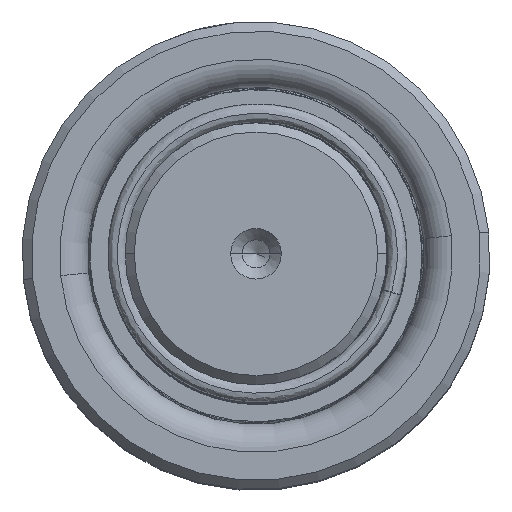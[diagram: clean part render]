
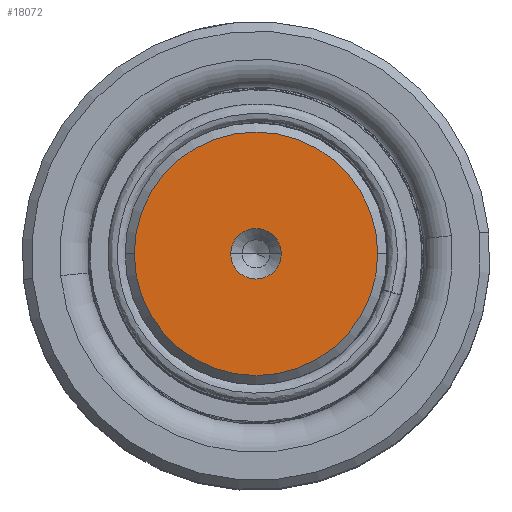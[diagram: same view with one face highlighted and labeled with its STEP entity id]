
A CAD part, top view. The second image highlights one B-rep face of the part: STEP entity #18072.
In plain terms, the highlighted planar face has unit normal (0, 0, 1).
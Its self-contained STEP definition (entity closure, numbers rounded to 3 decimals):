
#1446 = CARTESIAN_POINT ( 'NONE',  ( 0., 0., 180. ) ) ;
#2101 = AXIS2_PLACEMENT_3D ( 'NONE', #34411, #10214, #5523 ) ;
#2875 = CARTESIAN_POINT ( 'NONE',  ( 2.7, 0., 180. ) ) ;
#5523 = DIRECTION ( 'NONE',  ( 1., 0., 0. ) ) ;
#9033 = CARTESIAN_POINT ( 'NONE',  ( -2.7, 0., 180. ) ) ;
#9697 = EDGE_CURVE ( 'NONE', #25516, #16513, #17359, .T. ) ;
#9927 = EDGE_LOOP ( 'NONE', ( #14276, #26066 ) ) ;
#10214 = DIRECTION ( 'NONE',  ( 0., 0., 1. ) ) ;
#11305 = CIRCLE ( 'NONE', #44319, 2.7 ) ;
#12358 = DIRECTION ( 'NONE',  ( 0., 0., 1. ) ) ;
#14276 = ORIENTED_EDGE ( 'NONE', *, *, #15008, .F. ) ;
#15008 = EDGE_CURVE ( 'NONE', #16513, #25516, #11305, .T. ) ;
#15462 = DIRECTION ( 'NONE',  ( 0., 0., 1. ) ) ;
#15830 = CARTESIAN_POINT ( 'NONE',  ( 0., 0., 180. ) ) ;
#16513 = VERTEX_POINT ( 'NONE', #2875 ) ;
#16555 = FACE_BOUND ( 'NONE', #9927, .T. ) ;
#17156 = VERTEX_POINT ( 'NONE', #29444 ) ;
#17172 = AXIS2_PLACEMENT_3D ( 'NONE', #44028, #43674, #31326 ) ;
#17359 = CIRCLE ( 'NONE', #17172, 2.7 ) ;
#17861 = ORIENTED_EDGE ( 'NONE', *, *, #20390, .T. ) ;
#18072 = ADVANCED_FACE ( 'NONE', ( #16555, #34709 ), #40698, .T. ) ;
#20390 = EDGE_CURVE ( 'NONE', #17156, #53518, #32611, .T. ) ;
#20553 = CARTESIAN_POINT ( 'NONE',  ( 0., 0., 180. ) ) ;
#21746 = AXIS2_PLACEMENT_3D ( 'NONE', #15830, #15462, #53036 ) ;
#25516 = VERTEX_POINT ( 'NONE', #9033 ) ;
#26066 = ORIENTED_EDGE ( 'NONE', *, *, #9697, .F. ) ;
#28735 = DIRECTION ( 'NONE',  ( 1., 0., 0. ) ) ;
#29444 = CARTESIAN_POINT ( 'NONE',  ( -13.012, 0., 180. ) ) ;
#31326 = DIRECTION ( 'NONE',  ( 1., 0., 0. ) ) ;
#32611 = CIRCLE ( 'NONE', #37102, 13.012 ) ;
#34411 = CARTESIAN_POINT ( 'NONE',  ( 0., 0., 180. ) ) ;
#34527 = DIRECTION ( 'NONE',  ( 0., 0., 1. ) ) ;
#34709 = FACE_OUTER_BOUND ( 'NONE', #53515, .T. ) ;
#35589 = CARTESIAN_POINT ( 'NONE',  ( 13.012, 0., 180. ) ) ;
#37102 = AXIS2_PLACEMENT_3D ( 'NONE', #1446, #34527, #38354 ) ;
#38354 = DIRECTION ( 'NONE',  ( 1., 0., 0. ) ) ;
#40698 = PLANE ( 'NONE',  #21746 ) ;
#43150 = EDGE_CURVE ( 'NONE', #53518, #17156, #51249, .T. ) ;
#43674 = DIRECTION ( 'NONE',  ( 0., 0., 1. ) ) ;
#44028 = CARTESIAN_POINT ( 'NONE',  ( 0., 0., 180. ) ) ;
#44319 = AXIS2_PLACEMENT_3D ( 'NONE', #20553, #12358, #28735 ) ;
#48178 = ORIENTED_EDGE ( 'NONE', *, *, #43150, .T. ) ;
#51249 = CIRCLE ( 'NONE', #2101, 13.012 ) ;
#53036 = DIRECTION ( 'NONE',  ( 1., 0., 0. ) ) ;
#53515 = EDGE_LOOP ( 'NONE', ( #17861, #48178 ) ) ;
#53518 = VERTEX_POINT ( 'NONE', #35589 ) ;
